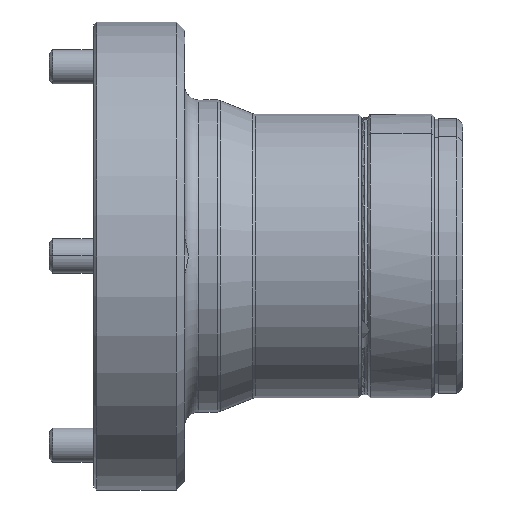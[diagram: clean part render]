
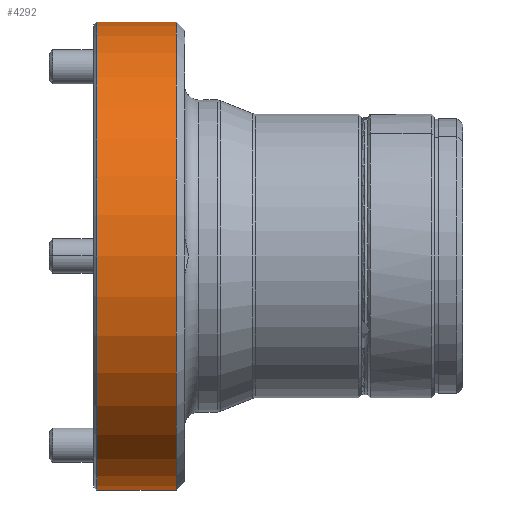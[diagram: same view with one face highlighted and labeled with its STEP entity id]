
A CAD part, front view. The second image highlights one B-rep face of the part: STEP entity #4292.
In plain terms, the highlighted cylindrical face has radius 82.5 mm (diameter 165 mm), a partial arc.
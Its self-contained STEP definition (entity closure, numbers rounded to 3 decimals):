
#485 = EDGE_LOOP ( 'NONE', ( #6000, #6917, #1831, #7850 ) ) ;
#730 = CARTESIAN_POINT ( 'NONE',  ( 29., 0., 82.5 ) ) ;
#751 = DIRECTION ( 'NONE',  ( -1., 0., 0. ) ) ;
#1166 = EDGE_CURVE ( 'NONE', #6016, #1710, #7598, .T. ) ;
#1550 = EDGE_CURVE ( 'NONE', #4535, #2340, #5023, .T. ) ;
#1710 = VERTEX_POINT ( 'NONE', #730 ) ;
#1817 = VECTOR ( 'NONE', #751, 1000. ) ;
#1831 = ORIENTED_EDGE ( 'NONE', *, *, #6337, .T. ) ;
#2340 = VERTEX_POINT ( 'NONE', #7800 ) ;
#2599 = AXIS2_PLACEMENT_3D ( 'NONE', #3861, #4236, #8521 ) ;
#3267 = VECTOR ( 'NONE', #3822, 1000. ) ;
#3822 = DIRECTION ( 'NONE',  ( -1., 0., 0. ) ) ;
#3826 = CYLINDRICAL_SURFACE ( 'NONE', #7431, 82.5 ) ;
#3861 = CARTESIAN_POINT ( 'NONE',  ( 1., 0., 0. ) ) ;
#4105 = EDGE_CURVE ( 'NONE', #6016, #2340, #5093, .T. ) ;
#4236 = DIRECTION ( 'NONE',  ( 1., 0., 0. ) ) ;
#4290 = CARTESIAN_POINT ( 'NONE',  ( 0., 0., 82.5 ) ) ;
#4292 = ADVANCED_FACE ( 'NONE', ( #7347 ), #3826, .T. ) ;
#4345 = AXIS2_PLACEMENT_3D ( 'NONE', #5424, #6074, #5012 ) ;
#4535 = VERTEX_POINT ( 'NONE', #6975 ) ;
#5012 = DIRECTION ( 'NONE',  ( 0., 0., 1. ) ) ;
#5023 = CIRCLE ( 'NONE', #2599, 82.5 ) ;
#5093 = LINE ( 'NONE', #6462, #3267 ) ;
#5424 = CARTESIAN_POINT ( 'NONE',  ( 29., 0., 0. ) ) ;
#5512 = LINE ( 'NONE', #4290, #1817 ) ;
#6000 = ORIENTED_EDGE ( 'NONE', *, *, #4105, .F. ) ;
#6016 = VERTEX_POINT ( 'NONE', #8600 ) ;
#6074 = DIRECTION ( 'NONE',  ( -1., 0., 0. ) ) ;
#6337 = EDGE_CURVE ( 'NONE', #1710, #4535, #5512, .T. ) ;
#6462 = CARTESIAN_POINT ( 'NONE',  ( 0., 0., -82.5 ) ) ;
#6917 = ORIENTED_EDGE ( 'NONE', *, *, #1166, .T. ) ;
#6975 = CARTESIAN_POINT ( 'NONE',  ( 1., 0., 82.5 ) ) ;
#7347 = FACE_OUTER_BOUND ( 'NONE', #485, .T. ) ;
#7431 = AXIS2_PLACEMENT_3D ( 'NONE', #8009, #8671, #8650 ) ;
#7598 = CIRCLE ( 'NONE', #4345, 82.5 ) ;
#7800 = CARTESIAN_POINT ( 'NONE',  ( 1., 0., -82.5 ) ) ;
#7850 = ORIENTED_EDGE ( 'NONE', *, *, #1550, .T. ) ;
#8009 = CARTESIAN_POINT ( 'NONE',  ( 0., 0., 0. ) ) ;
#8521 = DIRECTION ( 'NONE',  ( 0., 0., -1. ) ) ;
#8600 = CARTESIAN_POINT ( 'NONE',  ( 29., 0., -82.5 ) ) ;
#8650 = DIRECTION ( 'NONE',  ( 0., 0., 1. ) ) ;
#8671 = DIRECTION ( 'NONE',  ( -1., 0., 0. ) ) ;
